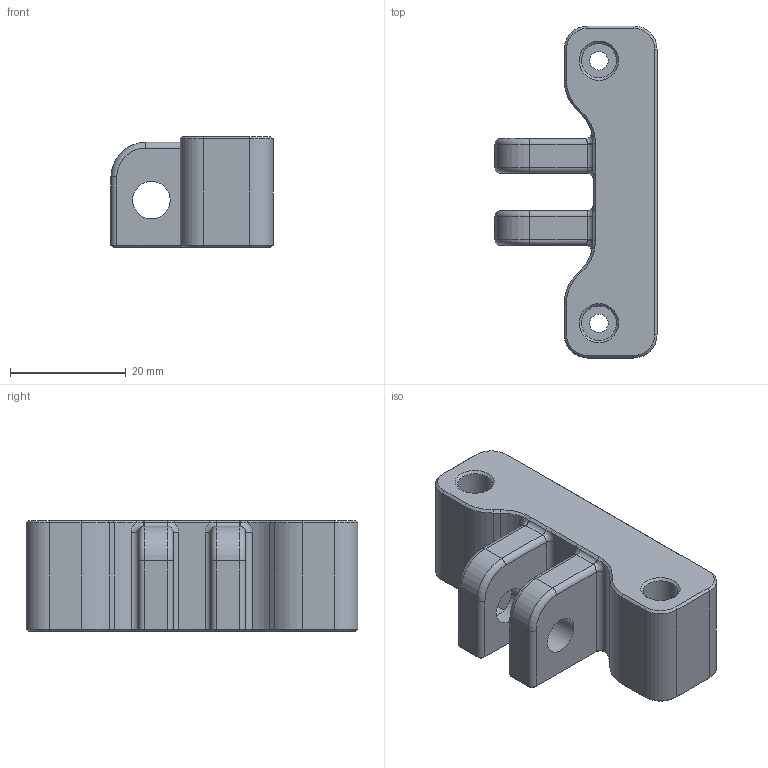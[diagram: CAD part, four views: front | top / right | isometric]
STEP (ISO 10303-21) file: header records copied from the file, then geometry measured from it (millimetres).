
FILE_DESCRIPTION(/* description */ (''),/* implementation_level */ '2;1');
FILE_NAME(/* name */ 'AB dial indicator mount.step',/* time_stamp */ '2021-03-15T19:47:30-05:00',/* author */ (''),/* organization */ (''),/* preprocessor_version */ 'ST-DEVELOPER v18.1',/* originating_system */ 'Autodesk Translation Framework v9.10.0.1330',/* authorisation */ '');
FILE_SCHEMA (('AUTOMOTIVE_DESIGN { 1 0 10303 214 3 1 1 }'));
Length unit declared in the file: millimetre
Products named in the file (1): dial indicator mount
Bounding box: 28.05 x 57.43 x 19.2 mm (x, y, z)
Volume: 17065.3 mm3; surface area: 6390.6 mm2
Topology: 1 solids, 1 shells, 127 faces, 292 edges, 170 vertices
Faces by surface type: plane 51, cylinder 30, cone 28, bspline 10, torus 8
Full cylindrical faces by diameter (mm): 3.2 x2, 6 x2, 6.5 x2
Entity records: 3735 total; most frequent: CARTESIAN_POINT 847, DIRECTION 604, ORIENTED_EDGE 584, EDGE_CURVE 292, AXIS2_PLACEMENT_3D 214, LINE 176, VECTOR 176, VERTEX_POINT 170
